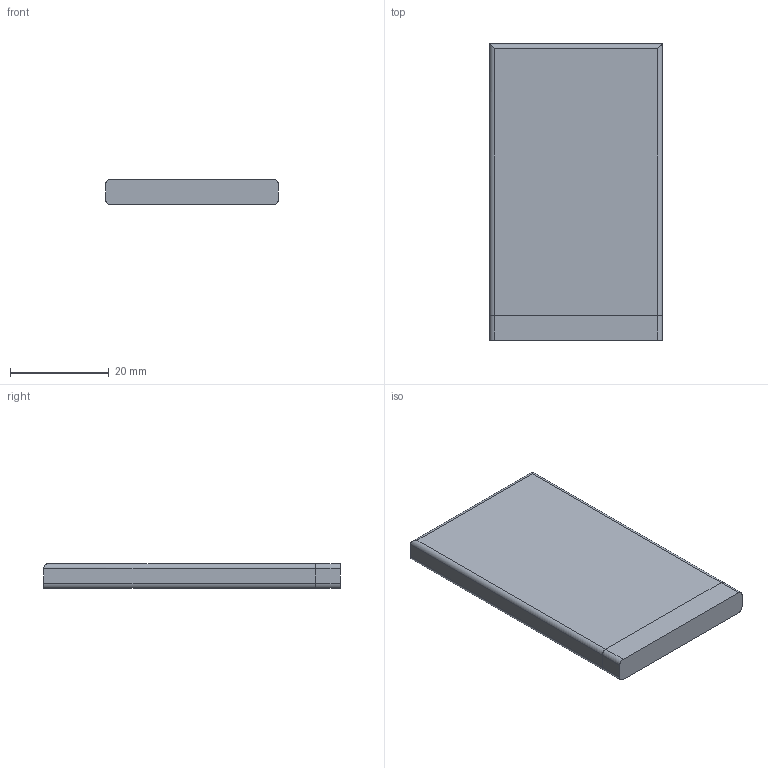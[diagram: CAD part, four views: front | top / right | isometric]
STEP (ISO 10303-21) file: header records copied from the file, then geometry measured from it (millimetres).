
FILE_DESCRIPTION(/* description */ (''),/* implementation_level */ '2;1');
FILE_NAME(/* name */ 'Lipo.step',/* time_stamp */ '2024-05-23T14:36:02-03:00',/* author */ (''),/* organization */ (''),/* preprocessor_version */ 'ST-DEVELOPER v20',/* originating_system */ 'Autodesk Translation Framework v13.14.0.145',/* authorisation */ '');
FILE_SCHEMA (('AUTOMOTIVE_DESIGN { 1 0 10303 214 3 1 1 }'));
Length unit declared in the file: millimetre
Products named in the file (2): (Sin guardar); Componente1
Assembly tree (1 placements, depth 2):
  (Sin guardar)
    Componente1
Bounding box: 35 x 60 x 5 mm (x, y, z)
Volume: 10441.2 mm3; surface area: 5378.7 mm2
Topology: 2 solids, 2 shells, 21 faces, 49 edges, 32 vertices
Faces by surface type: plane 12, cylinder 9
Entity records: 665 total; most frequent: DIRECTION 113, CARTESIAN_POINT 105, ORIENTED_EDGE 98, EDGE_CURVE 49, AXIS2_PLACEMENT_3D 40, LINE 33, VECTOR 33, VERTEX_POINT 32
